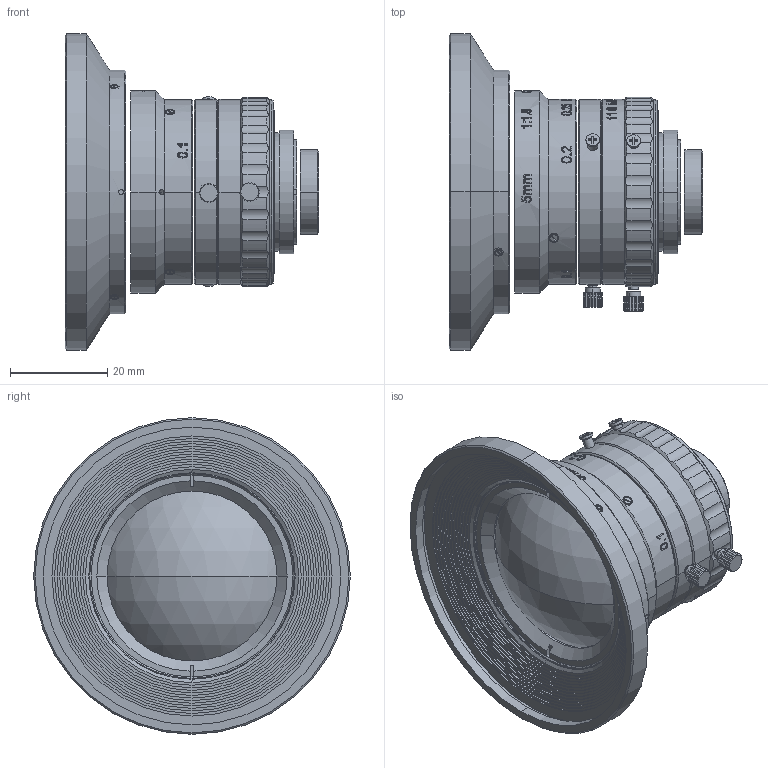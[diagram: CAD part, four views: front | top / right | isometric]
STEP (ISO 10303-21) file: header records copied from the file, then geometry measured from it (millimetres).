
FILE_DESCRIPTION (( 'STEP AP203' ), '1' );
FILE_NAME ('VA-LCM-10MP-05MM-F1.8-015.STEP', '2022-05-06T01:04:25', ( 'Microsoft' ), ( 'Microsoft' ), 'SwSTEP 2.0', 'SolidWorks 2014', '' );
FILE_SCHEMA (( 'CONFIG_CONTROL_DESIGN' ));
Length unit declared in the file: millimetre
Products named in the file (1): VA-LCM-10MP-05MM-F1.8-015
Bounding box: 52.12 x 65 x 65 mm (x, y, z)
Surface area: 17681.9 mm2 (no closed solid volume)
Topology: 0 solids, 44 shells, 659 faces, 2450 edges, 1801 vertices
Faces by surface type: plane 260, cylinder 231, bspline 98, cone 66, sphere 4
Entity records: 45124 total; most frequent: CARTESIAN_POINT 26574, ORIENTED_EDGE 3748, DIRECTION 3098, EDGE_CURVE 2450, VERTEX_POINT 1801, AXIS2_PLACEMENT_3D 1095, B_SPLINE_CURVE_WITH_KNOTS 1009, LINE 908
